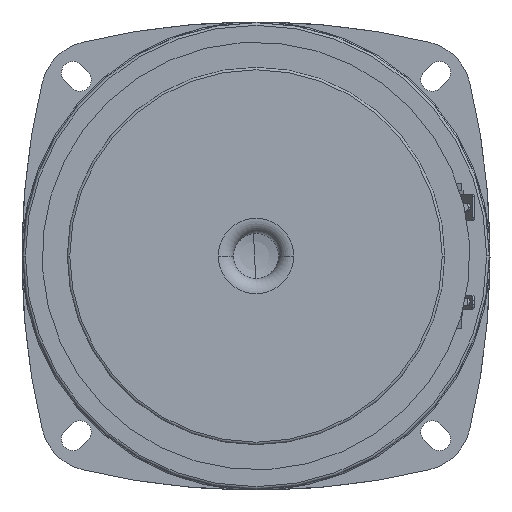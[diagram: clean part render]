
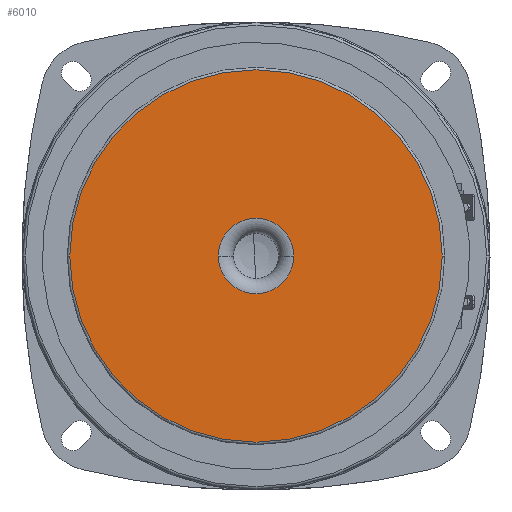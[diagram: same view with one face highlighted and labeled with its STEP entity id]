
A CAD part, front view. The second image highlights one B-rep face of the part: STEP entity #6010.
In plain terms, the highlighted planar face has unit normal (0, -1, 0).
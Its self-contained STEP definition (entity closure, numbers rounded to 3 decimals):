
#110 = AXIS2_PLACEMENT_3D ( 'NONE', #4591, #7425, #1055 ) ;
#298 = AXIS2_PLACEMENT_3D ( 'NONE', #8552, #2181, #5020 ) ;
#478 = EDGE_LOOP ( 'NONE', ( #2341, #5537 ) ) ;
#611 = VERTEX_POINT ( 'NONE', #7274 ) ;
#641 = VERTEX_POINT ( 'NONE', #3097 ) ;
#690 = CIRCLE ( 'NONE', #5885, 7.5 ) ;
#840 = AXIS2_PLACEMENT_3D ( 'NONE', #2814, #5650, #8487 ) ;
#1055 = DIRECTION ( 'NONE',  ( 1., 0., 0. ) ) ;
#2181 = DIRECTION ( 'NONE',  ( 0., -1., 0. ) ) ;
#2341 = ORIENTED_EDGE ( 'NONE', *, *, #4895, .T. ) ;
#2530 = CARTESIAN_POINT ( 'NONE',  ( 37.068, 25.284, 54.052 ) ) ;
#2624 = VERTEX_POINT ( 'NONE', #4089 ) ;
#2814 = CARTESIAN_POINT ( 'NONE',  ( 37.068, 25.284, 54.052 ) ) ;
#2905 = CARTESIAN_POINT ( 'NONE',  ( 37.068, 25.284, 54.052 ) ) ;
#3049 = AXIS2_PLACEMENT_3D ( 'NONE', #2530, #5364, #8209 ) ;
#3097 = CARTESIAN_POINT ( 'NONE',  ( 29.568, 25.284, 54.052 ) ) ;
#3178 = EDGE_CURVE ( 'NONE', #2624, #641, #8842, .T. ) ;
#3222 = EDGE_CURVE ( 'NONE', #641, #2624, #690, .T. ) ;
#3223 = FACE_OUTER_BOUND ( 'NONE', #478, .T. ) ;
#4060 = ORIENTED_EDGE ( 'NONE', *, *, #3222, .T. ) ;
#4089 = CARTESIAN_POINT ( 'NONE',  ( 44.568, 25.284, 54.052 ) ) ;
#4144 = CIRCLE ( 'NONE', #110, 37. ) ;
#4254 = VERTEX_POINT ( 'NONE', #6231 ) ;
#4316 = CIRCLE ( 'NONE', #298, 37. ) ;
#4591 = CARTESIAN_POINT ( 'NONE',  ( 37.068, 25.284, 54.052 ) ) ;
#4751 = ORIENTED_EDGE ( 'NONE', *, *, #3178, .T. ) ;
#4895 = EDGE_CURVE ( 'NONE', #611, #4254, #4144, .T. ) ;
#5020 = DIRECTION ( 'NONE',  ( 1., 0., 0. ) ) ;
#5364 = DIRECTION ( 'NONE',  ( 0., 1., 0. ) ) ;
#5537 = ORIENTED_EDGE ( 'NONE', *, *, #8715, .T. ) ;
#5650 = DIRECTION ( 'NONE',  ( 0., 1., 0. ) ) ;
#5749 = DIRECTION ( 'NONE',  ( 0., 1., 0. ) ) ;
#5885 = AXIS2_PLACEMENT_3D ( 'NONE', #2905, #5749, #8577 ) ;
#6010 = ADVANCED_FACE ( 'NONE', ( #3223, #6065 ), #8891, .F. ) ;
#6065 = FACE_BOUND ( 'NONE', #7494, .T. ) ;
#6231 = CARTESIAN_POINT ( 'NONE',  ( 0.068, 25.284, 54.052 ) ) ;
#7274 = CARTESIAN_POINT ( 'NONE',  ( 74.068, 25.284, 54.052 ) ) ;
#7425 = DIRECTION ( 'NONE',  ( 0., -1., 0. ) ) ;
#7494 = EDGE_LOOP ( 'NONE', ( #4751, #4060 ) ) ;
#8209 = DIRECTION ( 'NONE',  ( 1., 0., 0. ) ) ;
#8487 = DIRECTION ( 'NONE',  ( 1., 0., 0. ) ) ;
#8552 = CARTESIAN_POINT ( 'NONE',  ( 37.068, 25.284, 54.052 ) ) ;
#8577 = DIRECTION ( 'NONE',  ( 1., 0., 0. ) ) ;
#8715 = EDGE_CURVE ( 'NONE', #4254, #611, #4316, .T. ) ;
#8842 = CIRCLE ( 'NONE', #840, 7.5 ) ;
#8891 = PLANE ( 'NONE',  #3049 ) ;
